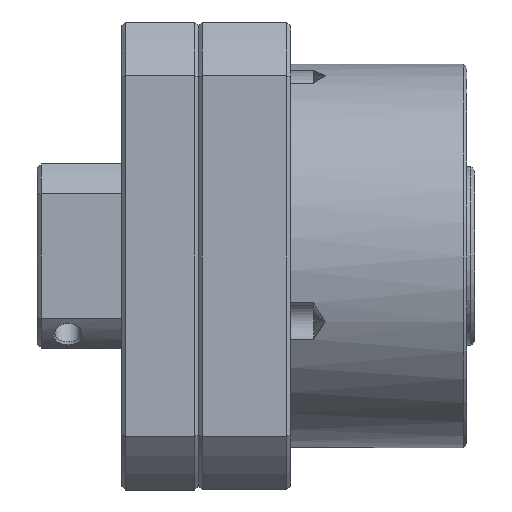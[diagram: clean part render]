
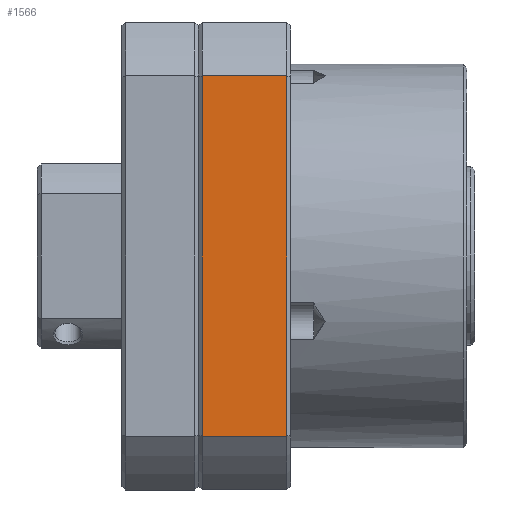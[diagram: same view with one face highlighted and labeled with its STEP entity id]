
A CAD part, front view. The second image highlights one B-rep face of the part: STEP entity #1566.
In plain terms, the highlighted planar face has unit normal (0, -1, 0).
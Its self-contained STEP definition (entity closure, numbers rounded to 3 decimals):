
#820 = EDGE_LOOP ( 'NONE', ( #2353, #2354, #2355, #2356 ) ) ;
#861 = VERTEX_POINT ( 'NONE', #3854 ) ;
#1011 = EDGE_CURVE ( 'NONE', #1417, #1389, #3617, .T. ) ;
#1043 = EDGE_CURVE ( 'NONE', #1400, #1417, #3651, .T. ) ;
#1063 = EDGE_CURVE ( 'NONE', #1400, #861, #3655, .T. ) ;
#1064 = EDGE_CURVE ( 'NONE', #1389, #861, #5618, .T. ) ;
#1389 = VERTEX_POINT ( 'NONE', #4735 ) ;
#1400 = VERTEX_POINT ( 'NONE', #4746 ) ;
#1417 = VERTEX_POINT ( 'NONE', #4763 ) ;
#1566 = ADVANCED_FACE ( 'NONE', ( #5852 ), #4989, .T. ) ;
#2353 = ORIENTED_EDGE ( 'NONE', *, *, #1043, .T. ) ;
#2354 = ORIENTED_EDGE ( 'NONE', *, *, #1011, .T. ) ;
#2355 = ORIENTED_EDGE ( 'NONE', *, *, #1064, .T. ) ;
#2356 = ORIENTED_EDGE ( 'NONE', *, *, #1063, .F. ) ;
#3013 = AXIS2_PLACEMENT_3D ( 'NONE', #4988, #4991, #4992 ) ;
#3613 = VECTOR ( 'NONE', #4053, 1000. ) ;
#3617 = LINE ( 'NONE', #4040, #3613 ) ;
#3638 = VECTOR ( 'NONE', #4157, 1000. ) ;
#3651 = LINE ( 'NONE', #4148, #3638 ) ;
#3655 = LINE ( 'NONE', #4206, #5619 ) ;
#3854 = CARTESIAN_POINT ( 'NONE',  ( 0.5, -30.5, 23.495 ) ) ;
#4040 = CARTESIAN_POINT ( 'NONE',  ( 11.5, -30.5, -30.5 ) ) ;
#4053 = DIRECTION ( 'NONE',  ( 0., 0., 1. ) ) ;
#4148 = CARTESIAN_POINT ( 'NONE',  ( 35., -30.5, -23.495 ) ) ;
#4157 = DIRECTION ( 'NONE',  ( 1., 0., 0. ) ) ;
#4205 = CARTESIAN_POINT ( 'NONE',  ( 35., -30.5, 23.495 ) ) ;
#4206 = CARTESIAN_POINT ( 'NONE',  ( 0.5, -30.5, 0. ) ) ;
#4207 = DIRECTION ( 'NONE',  ( 0., 0., 1. ) ) ;
#4209 = DIRECTION ( 'NONE',  ( -1., 0., 0. ) ) ;
#4735 = CARTESIAN_POINT ( 'NONE',  ( 11.5, -30.5, 23.495 ) ) ;
#4746 = CARTESIAN_POINT ( 'NONE',  ( 0.5, -30.5, -23.495 ) ) ;
#4763 = CARTESIAN_POINT ( 'NONE',  ( 11.5, -30.5, -23.495 ) ) ;
#4988 = CARTESIAN_POINT ( 'NONE',  ( 35., -30.5, -30.5 ) ) ;
#4989 = PLANE ( 'NONE',  #3013 ) ;
#4991 = DIRECTION ( 'NONE',  ( 0., -1., 0. ) ) ;
#4992 = DIRECTION ( 'NONE',  ( 0., 0., -1. ) ) ;
#5618 = LINE ( 'NONE', #4205, #5620 ) ;
#5619 = VECTOR ( 'NONE', #4207, 1000. ) ;
#5620 = VECTOR ( 'NONE', #4209, 1000. ) ;
#5852 = FACE_OUTER_BOUND ( 'NONE', #820, .T. ) ;
